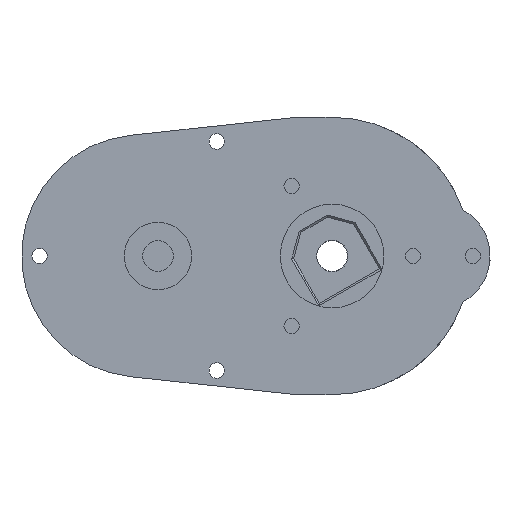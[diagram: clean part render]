
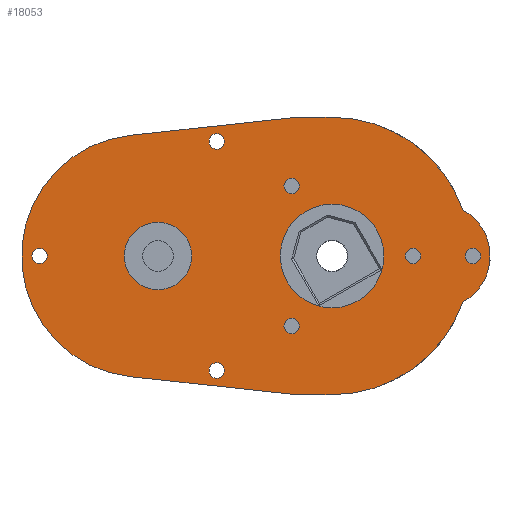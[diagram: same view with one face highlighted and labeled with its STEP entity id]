
A CAD part, front view. The second image highlights one B-rep face of the part: STEP entity #18053.
In plain terms, the highlighted planar face has unit normal (0, -1, 0).
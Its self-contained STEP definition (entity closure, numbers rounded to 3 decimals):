
#1028=FACE_BOUND('',#2275,.T.);
#1029=FACE_BOUND('',#2276,.T.);
#1030=FACE_BOUND('',#2277,.T.);
#1031=FACE_BOUND('',#2278,.T.);
#1032=FACE_BOUND('',#2279,.T.);
#1033=FACE_BOUND('',#2280,.T.);
#1034=FACE_BOUND('',#2281,.T.);
#1035=FACE_BOUND('',#2282,.T.);
#1036=FACE_BOUND('',#2283,.T.);
#1120=PLANE('',#19271);
#1217=FACE_OUTER_BOUND('',#2274,.T.);
#2274=EDGE_LOOP('',(#11600,#11601,#11602,#11603,#11604,#11605,#11606,#11607));
#2275=EDGE_LOOP('',(#11608));
#2276=EDGE_LOOP('',(#11609));
#2277=EDGE_LOOP('',(#11610));
#2278=EDGE_LOOP('',(#11611));
#2279=EDGE_LOOP('',(#11612));
#2280=EDGE_LOOP('',(#11613));
#2281=EDGE_LOOP('',(#11614));
#2282=EDGE_LOOP('',(#11615));
#2283=EDGE_LOOP('',(#11616));
#3375=LINE('',#27584,#4218);
#3381=LINE('',#27602,#4224);
#3383=LINE('',#27612,#4226);
#3386=LINE('',#27618,#4229);
#4218=VECTOR('',#21819,10.);
#4224=VECTOR('',#21833,10.);
#4226=VECTOR('',#21849,10.);
#4229=VECTOR('',#21854,10.);
#5055=CIRCLE('',#19228,13.683);
#5056=CIRCLE('',#19231,36.);
#5059=CIRCLE('',#19235,36.);
#5060=CIRCLE('',#19239,31.5);
#5068=CIRCLE('',#19249,2.);
#5069=CIRCLE('',#19251,2.);
#5070=CIRCLE('',#19253,2.);
#5071=CIRCLE('',#19255,2.);
#5072=CIRCLE('',#19257,8.75);
#5074=CIRCLE('',#19260,2.);
#5076=CIRCLE('',#19263,2.);
#5078=CIRCLE('',#19266,2.);
#5081=CIRCLE('',#19272,13.45);
#6486=VERTEX_POINT('',#27581);
#6487=VERTEX_POINT('',#27583);
#6490=VERTEX_POINT('',#27590);
#6491=VERTEX_POINT('',#27592);
#6494=VERTEX_POINT('',#27599);
#6495=VERTEX_POINT('',#27601);
#6496=VERTEX_POINT('',#27611);
#6498=VERTEX_POINT('',#27617);
#6506=VERTEX_POINT('',#27639);
#6507=VERTEX_POINT('',#27643);
#6508=VERTEX_POINT('',#27647);
#6509=VERTEX_POINT('',#27651);
#6510=VERTEX_POINT('',#27655);
#6512=VERTEX_POINT('',#27661);
#6514=VERTEX_POINT('',#27667);
#6516=VERTEX_POINT('',#27673);
#6519=VERTEX_POINT('',#27684);
#8487=EDGE_CURVE('',#6487,#6486,#3375,.T.);
#8491=EDGE_CURVE('',#6491,#6490,#5055,.T.);
#8495=EDGE_CURVE('',#6495,#6494,#3381,.T.);
#8497=EDGE_CURVE('',#6487,#6490,#5056,.T.);
#8500=EDGE_CURVE('',#6491,#6494,#5059,.T.);
#8501=EDGE_CURVE('',#6496,#6495,#3383,.T.);
#8504=EDGE_CURVE('',#6486,#6498,#3386,.T.);
#8507=EDGE_CURVE('',#6498,#6496,#5060,.T.);
#8516=EDGE_CURVE('',#6506,#6506,#5068,.T.);
#8518=EDGE_CURVE('',#6507,#6507,#5069,.T.);
#8520=EDGE_CURVE('',#6508,#6508,#5070,.T.);
#8522=EDGE_CURVE('',#6509,#6509,#5071,.T.);
#8523=EDGE_CURVE('',#6510,#6510,#5072,.T.);
#8527=EDGE_CURVE('',#6512,#6512,#5074,.T.);
#8530=EDGE_CURVE('',#6514,#6514,#5076,.T.);
#8533=EDGE_CURVE('',#6516,#6516,#5078,.T.);
#8537=EDGE_CURVE('',#6519,#6519,#5081,.T.);
#11600=ORIENTED_EDGE('',*,*,#8501,.T.);
#11601=ORIENTED_EDGE('',*,*,#8495,.T.);
#11602=ORIENTED_EDGE('',*,*,#8500,.F.);
#11603=ORIENTED_EDGE('',*,*,#8491,.T.);
#11604=ORIENTED_EDGE('',*,*,#8497,.F.);
#11605=ORIENTED_EDGE('',*,*,#8487,.T.);
#11606=ORIENTED_EDGE('',*,*,#8504,.T.);
#11607=ORIENTED_EDGE('',*,*,#8507,.T.);
#11608=ORIENTED_EDGE('',*,*,#8516,.T.);
#11609=ORIENTED_EDGE('',*,*,#8518,.T.);
#11610=ORIENTED_EDGE('',*,*,#8520,.T.);
#11611=ORIENTED_EDGE('',*,*,#8522,.T.);
#11612=ORIENTED_EDGE('',*,*,#8523,.T.);
#11613=ORIENTED_EDGE('',*,*,#8527,.T.);
#11614=ORIENTED_EDGE('',*,*,#8530,.T.);
#11615=ORIENTED_EDGE('',*,*,#8533,.T.);
#11616=ORIENTED_EDGE('',*,*,#8537,.T.);
#18053=ADVANCED_FACE('',(#1217,#1028,#1029,#1030,#1031,#1032,#1033,#1034,
#1035,#1036),#1120,.F.);
#19228=AXIS2_PLACEMENT_3D('',#27593,#21826,#21827);
#19231=AXIS2_PLACEMENT_3D('',#27605,#21837,#21838);
#19235=AXIS2_PLACEMENT_3D('',#27609,#21845,#21846);
#19239=AXIS2_PLACEMENT_3D('',#27623,#21859,#21860);
#19249=AXIS2_PLACEMENT_3D('',#27641,#21880,#21881);
#19251=AXIS2_PLACEMENT_3D('',#27645,#21885,#21886);
#19253=AXIS2_PLACEMENT_3D('',#27649,#21890,#21891);
#19255=AXIS2_PLACEMENT_3D('',#27653,#21895,#21896);
#19257=AXIS2_PLACEMENT_3D('',#27656,#21899,#21900);
#19260=AXIS2_PLACEMENT_3D('',#27663,#21907,#21908);
#19263=AXIS2_PLACEMENT_3D('',#27669,#21914,#21915);
#19266=AXIS2_PLACEMENT_3D('',#27675,#21921,#21922);
#19271=AXIS2_PLACEMENT_3D('',#27683,#21932,#21933);
#19272=AXIS2_PLACEMENT_3D('',#27685,#21934,#21935);
#21819=DIRECTION('',(-1.,0.,0.));
#21826=DIRECTION('center_axis',(0.,-1.,0.));
#21827=DIRECTION('ref_axis',(0.48,0.,-0.877));
#21833=DIRECTION('',(1.,0.,0.));
#21837=DIRECTION('center_axis',(0.,1.,0.));
#21838=DIRECTION('ref_axis',(0.,0.,1.));
#21845=DIRECTION('center_axis',(0.,1.,0.));
#21846=DIRECTION('ref_axis',(0.,0.,1.));
#21849=DIRECTION('',(0.994,0.,-0.108));
#21854=DIRECTION('',(-0.994,0.,-0.108));
#21859=DIRECTION('center_axis',(0.,-1.,0.));
#21860=DIRECTION('ref_axis',(-0.108,0.,0.994));
#21880=DIRECTION('center_axis',(0.,1.,0.));
#21881=DIRECTION('ref_axis',(1.,0.,0.));
#21885=DIRECTION('center_axis',(0.,1.,0.));
#21886=DIRECTION('ref_axis',(1.,0.,0.));
#21890=DIRECTION('center_axis',(0.,1.,0.));
#21891=DIRECTION('ref_axis',(1.,0.,0.));
#21895=DIRECTION('center_axis',(0.,1.,0.));
#21896=DIRECTION('ref_axis',(1.,0.,0.));
#21899=DIRECTION('center_axis',(0.,1.,0.));
#21900=DIRECTION('ref_axis',(1.,0.,0.));
#21907=DIRECTION('center_axis',(0.,1.,0.));
#21908=DIRECTION('ref_axis',(-1.,0.,0.));
#21914=DIRECTION('center_axis',(0.,1.,0.));
#21915=DIRECTION('ref_axis',(-1.,0.,0.));
#21921=DIRECTION('center_axis',(0.,1.,0.));
#21922=DIRECTION('ref_axis',(-1.,0.,0.));
#21932=DIRECTION('center_axis',(0.,1.,0.));
#21933=DIRECTION('ref_axis',(0.,0.,1.));
#21934=DIRECTION('center_axis',(0.,1.,0.));
#21935=DIRECTION('ref_axis',(0.,0.,1.));
#27581=CARTESIAN_POINT('',(-9.5,-7.,36.));
#27583=CARTESIAN_POINT('',(0.,-7.,36.));
#27584=CARTESIAN_POINT('',(0.,-7.,36.));
#27590=CARTESIAN_POINT('',(33.941,-7.,12.));
#27592=CARTESIAN_POINT('',(33.941,-7.,-12.));
#27593=CARTESIAN_POINT('Origin',(27.367,-7.,0.));
#27599=CARTESIAN_POINT('',(0.,-7.,-36.));
#27601=CARTESIAN_POINT('',(-9.5,-7.,-36.));
#27602=CARTESIAN_POINT('',(-9.5,-7.,-36.));
#27605=CARTESIAN_POINT('Origin',(0.,-7.,0.));
#27609=CARTESIAN_POINT('Origin',(0.,-7.,0.));
#27611=CARTESIAN_POINT('',(-52.557,-7.,-31.315));
#27612=CARTESIAN_POINT('',(-31.449,-7.,-33.612));
#27617=CARTESIAN_POINT('',(-52.557,-7.,31.315));
#27618=CARTESIAN_POINT('',(-52.977,-7.,31.269));
#27623=CARTESIAN_POINT('Origin',(-49.15,-7.,0.));
#27639=CARTESIAN_POINT('',(-77.95,-7.,0.));
#27641=CARTESIAN_POINT('Origin',(-75.95,-7.,0.));
#27643=CARTESIAN_POINT('',(-31.962,-7.,-29.75));
#27645=CARTESIAN_POINT('Origin',(-29.962,-7.,-29.75));
#27647=CARTESIAN_POINT('',(-31.962,-7.,29.75));
#27649=CARTESIAN_POINT('Origin',(-29.962,-7.,29.75));
#27651=CARTESIAN_POINT('',(34.55,-7.,0.));
#27653=CARTESIAN_POINT('Origin',(36.55,-7.,0.));
#27655=CARTESIAN_POINT('',(-53.975,-7.,0.));
#27656=CARTESIAN_POINT('Origin',(-45.225,-7.,0.));
#27661=CARTESIAN_POINT('',(-8.5,-7.,18.187));
#27663=CARTESIAN_POINT('Origin',(-10.5,-7.,18.187));
#27667=CARTESIAN_POINT('',(-8.5,-7.,-18.187));
#27669=CARTESIAN_POINT('Origin',(-10.5,-7.,-18.187));
#27673=CARTESIAN_POINT('',(23.,-7.,0.));
#27675=CARTESIAN_POINT('Origin',(21.,-7.,0.));
#27683=CARTESIAN_POINT('Origin',(-50.,-7.,0.));
#27684=CARTESIAN_POINT('',(0.,-7.,-13.45));
#27685=CARTESIAN_POINT('Origin',(0.,-7.,0.));
